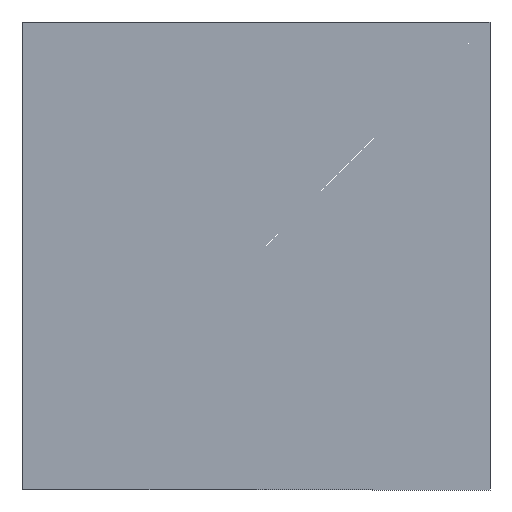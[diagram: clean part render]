
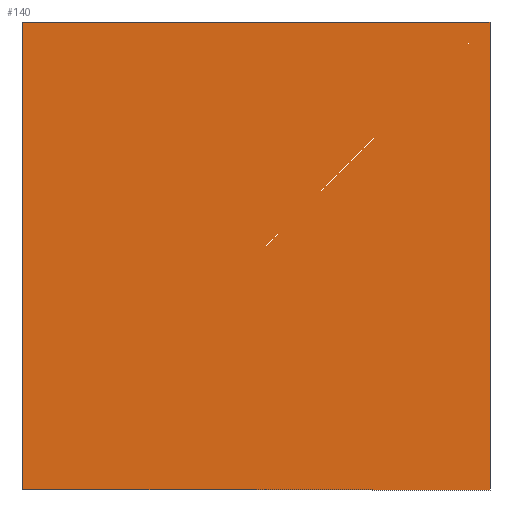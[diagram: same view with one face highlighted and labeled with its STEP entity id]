
A CAD part, front view. The second image highlights one B-rep face of the part: STEP entity #140.
In plain terms, the highlighted planar face has unit normal (0, -1, 0).
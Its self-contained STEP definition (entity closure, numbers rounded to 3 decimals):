
#7 = AXIS2_PLACEMENT_3D ( 'NONE', #80, #46, #148 ) ;
#16 = EDGE_CURVE ( 'NONE', #393, #305, #372, .T. ) ;
#39 = EDGE_CURVE ( 'NONE', #138, #393, #40, .T. ) ;
#40 = LINE ( 'NONE', #408, #115 ) ;
#46 = DIRECTION ( 'NONE',  ( 0., 1., 0. ) ) ;
#80 = CARTESIAN_POINT ( 'NONE',  ( 0., 0., 0. ) ) ;
#89 = DIRECTION ( 'NONE',  ( 0., 0., -1. ) ) ;
#115 = VECTOR ( 'NONE', #241, 1000. ) ;
#120 = CARTESIAN_POINT ( 'NONE',  ( -1.5, 0., 1.5 ) ) ;
#126 = VECTOR ( 'NONE', #89, 1000. ) ;
#138 = VERTEX_POINT ( 'NONE', #210 ) ;
#140 = ADVANCED_FACE ( 'NONE', ( #218 ), #409, .F. ) ;
#148 = DIRECTION ( 'NONE',  ( 0., 0., 1. ) ) ;
#154 = DIRECTION ( 'NONE',  ( 1., 0., 0. ) ) ;
#156 = EDGE_LOOP ( 'NONE', ( #168, #203, #171, #330 ) ) ;
#158 = CARTESIAN_POINT ( 'NONE',  ( 1.5, 0., -1.5 ) ) ;
#168 = ORIENTED_EDGE ( 'NONE', *, *, #16, .F. ) ;
#171 = ORIENTED_EDGE ( 'NONE', *, *, #394, .F. ) ;
#176 = DIRECTION ( 'NONE',  ( 0., 0., 1. ) ) ;
#202 = LINE ( 'NONE', #158, #126 ) ;
#203 = ORIENTED_EDGE ( 'NONE', *, *, #39, .F. ) ;
#210 = CARTESIAN_POINT ( 'NONE',  ( 1.5, 0., -1.5 ) ) ;
#218 = FACE_OUTER_BOUND ( 'NONE', #156, .T. ) ;
#241 = DIRECTION ( 'NONE',  ( -1., 0., 0. ) ) ;
#247 = CARTESIAN_POINT ( 'NONE',  ( -1.5, 0., 1.5 ) ) ;
#271 = CARTESIAN_POINT ( 'NONE',  ( -1.5, 0., -1.5 ) ) ;
#293 = VECTOR ( 'NONE', #176, 1000. ) ;
#305 = VERTEX_POINT ( 'NONE', #120 ) ;
#306 = EDGE_CURVE ( 'NONE', #305, #407, #367, .T. ) ;
#328 = CARTESIAN_POINT ( 'NONE',  ( 1.5, 0., 1.5 ) ) ;
#330 = ORIENTED_EDGE ( 'NONE', *, *, #306, .F. ) ;
#367 = LINE ( 'NONE', #247, #401 ) ;
#372 = LINE ( 'NONE', #271, #293 ) ;
#380 = CARTESIAN_POINT ( 'NONE',  ( -1.5, 0., -1.5 ) ) ;
#393 = VERTEX_POINT ( 'NONE', #380 ) ;
#394 = EDGE_CURVE ( 'NONE', #407, #138, #202, .T. ) ;
#401 = VECTOR ( 'NONE', #154, 1000. ) ;
#407 = VERTEX_POINT ( 'NONE', #328 ) ;
#408 = CARTESIAN_POINT ( 'NONE',  ( -1.5, 0., -1.5 ) ) ;
#409 = PLANE ( 'NONE',  #7 ) ;
